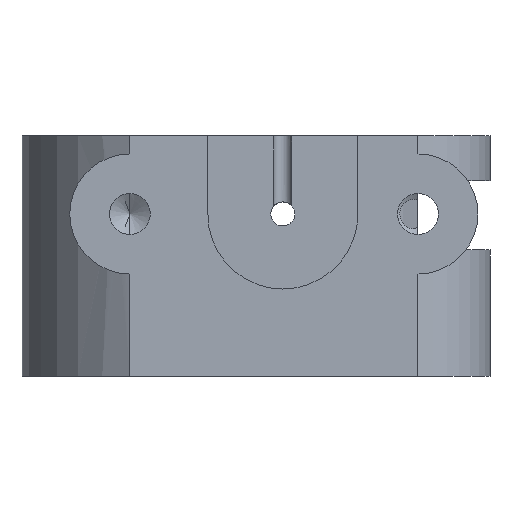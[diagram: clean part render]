
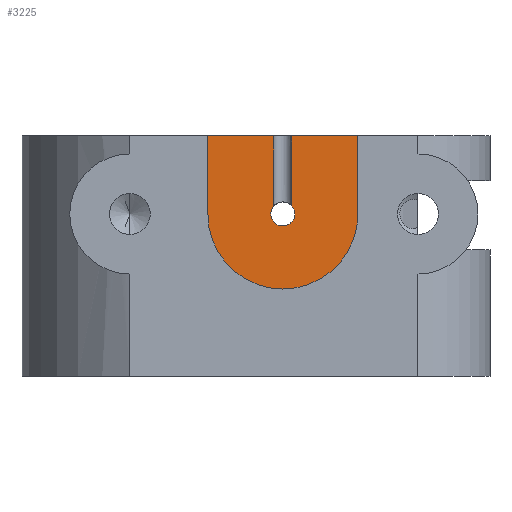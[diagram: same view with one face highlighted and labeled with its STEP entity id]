
A CAD part, front view. The second image highlights one B-rep face of the part: STEP entity #3225.
In plain terms, the highlighted planar face has unit normal (0, -1, 0).
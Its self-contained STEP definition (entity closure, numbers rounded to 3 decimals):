
#43 = EDGE_CURVE ( 'NONE', #4282, #4411, #2279, .T. ) ;
#121 = ORIENTED_EDGE ( 'NONE', *, *, #3357, .T. ) ;
#142 = ORIENTED_EDGE ( 'NONE', *, *, #3350, .T. ) ;
#189 = ORIENTED_EDGE ( 'NONE', *, *, #3356, .T. ) ;
#305 = ORIENTED_EDGE ( 'NONE', *, *, #3354, .F. ) ;
#308 = ORIENTED_EDGE ( 'NONE', *, *, #3351, .T. ) ;
#323 = ORIENTED_EDGE ( 'NONE', *, *, #3355, .F. ) ;
#334 = ORIENTED_EDGE ( 'NONE', *, *, #3353, .F. ) ;
#354 = ORIENTED_EDGE ( 'NONE', *, *, #3349, .F. ) ;
#386 = ORIENTED_EDGE ( 'NONE', *, *, #3265, .T. ) ;
#398 = ORIENTED_EDGE ( 'NONE', *, *, #3352, .F. ) ;
#438 = ORIENTED_EDGE ( 'NONE', *, *, #3331, .T. ) ;
#450 = ORIENTED_EDGE ( 'NONE', *, *, #43, .F. ) ;
#521 = EDGE_LOOP ( 'NONE', ( #354, #142, #308, #398, #438, #386, #334, #305, #323, #189, #121, #535, #450 ) ) ;
#535 = ORIENTED_EDGE ( 'NONE', *, *, #3358, .F. ) ;
#666 = DIRECTION ( 'NONE',  ( 0., 0., 1. ) ) ;
#692 = CARTESIAN_POINT ( 'NONE',  ( 5.75, -18.6, 0. ) ) ;
#695 = DIRECTION ( 'NONE',  ( 0., -1., 0. ) ) ;
#749 = DIRECTION ( 'NONE',  ( 0., 1., 0. ) ) ;
#1407 = CARTESIAN_POINT ( 'NONE',  ( -2.5, -18.6, 0. ) ) ;
#1414 = CARTESIAN_POINT ( 'NONE',  ( -2.5, -18.6, 6.5 ) ) ;
#1419 = CARTESIAN_POINT ( 'NONE',  ( 4.983, -18.6, 0.642 ) ) ;
#1445 = CARTESIAN_POINT ( 'NONE',  ( 14., -18.6, 0.804 ) ) ;
#1447 = CARTESIAN_POINT ( 'NONE',  ( 13.536, -18.6, 0. ) ) ;
#1454 = CARTESIAN_POINT ( 'NONE',  ( 14., -18.6, 6.5 ) ) ;
#1483 = CARTESIAN_POINT ( 'NONE',  ( 5.75, -18.6, -8.25 ) ) ;
#1488 = CARTESIAN_POINT ( 'NONE',  ( 4.75, -18.6, 0. ) ) ;
#1524 = CARTESIAN_POINT ( 'NONE',  ( 4.983, -18.6, 6.5 ) ) ;
#1527 = CARTESIAN_POINT ( 'NONE',  ( 6.483, -18.6, 6.5 ) ) ;
#1541 = CARTESIAN_POINT ( 'NONE',  ( 6.483, -18.6, 0.68 ) ) ;
#1580 = CARTESIAN_POINT ( 'NONE',  ( 6.75, -18.6, 0. ) ) ;
#1603 = CARTESIAN_POINT ( 'NONE',  ( 13.966, -18.6, -0.745 ) ) ;
#1718 = AXIS2_PLACEMENT_3D ( 'NONE', #1913, #1914, #1915 ) ;
#1735 = AXIS2_PLACEMENT_3D ( 'NONE', #2053, #2054, #2055 ) ;
#1737 = AXIS2_PLACEMENT_3D ( 'NONE', #2080, #2081, #2082 ) ;
#1738 = AXIS2_PLACEMENT_3D ( 'NONE', #2097, #2098, #2099 ) ;
#1792 = DIRECTION ( 'NONE',  ( 0., 0., 1. ) ) ;
#1913 = CARTESIAN_POINT ( 'NONE',  ( 5.75, -18.6, 0. ) ) ;
#1914 = DIRECTION ( 'NONE',  ( 0., -1., 0. ) ) ;
#1915 = DIRECTION ( 'NONE',  ( 0., 0., -1. ) ) ;
#2053 = CARTESIAN_POINT ( 'NONE',  ( 5.75, -18.6, 0. ) ) ;
#2054 = DIRECTION ( 'NONE',  ( 0., -1., 0. ) ) ;
#2055 = DIRECTION ( 'NONE',  ( 0., 0., -1. ) ) ;
#2057 = CARTESIAN_POINT ( 'NONE',  ( 4.983, -18.6, 0.25 ) ) ;
#2058 = DIRECTION ( 'NONE',  ( 0., 0., 1. ) ) ;
#2079 = CARTESIAN_POINT ( 'NONE',  ( 11.589, -18.6, 3.371 ) ) ;
#2080 = CARTESIAN_POINT ( 'NONE',  ( 5.75, -18.6, 0. ) ) ;
#2081 = DIRECTION ( 'NONE',  ( 0., -1., 0. ) ) ;
#2082 = DIRECTION ( 'NONE',  ( 0., 0., 1. ) ) ;
#2083 = CARTESIAN_POINT ( 'NONE',  ( 0., -18.6, 6.5 ) ) ;
#2084 = DIRECTION ( 'NONE',  ( -1., 0., 0. ) ) ;
#2085 = CARTESIAN_POINT ( 'NONE',  ( -2.5, -18.6, 6.5 ) ) ;
#2087 = DIRECTION ( 'NONE',  ( 0., 0., 1. ) ) ;
#2088 = DIRECTION ( 'NONE',  ( 0.5, 0., -0.866 ) ) ;
#2089 = CARTESIAN_POINT ( 'NONE',  ( 11.589, -18.6, -3.371 ) ) ;
#2090 = DIRECTION ( 'NONE',  ( -0.5, 0., -0.866 ) ) ;
#2091 = CARTESIAN_POINT ( 'NONE',  ( 14., -18.6, 0. ) ) ;
#2092 = DIRECTION ( 'NONE',  ( 0., 0., -1. ) ) ;
#2093 = CARTESIAN_POINT ( 'NONE',  ( 0., -18.6, 6.5 ) ) ;
#2094 = DIRECTION ( 'NONE',  ( -1., 0., 0. ) ) ;
#2095 = CARTESIAN_POINT ( 'NONE',  ( 6.483, -18.6, 0.25 ) ) ;
#2096 = DIRECTION ( 'NONE',  ( 0., 0., -1. ) ) ;
#2097 = CARTESIAN_POINT ( 'NONE',  ( 5.75, -18.6, 0. ) ) ;
#2098 = DIRECTION ( 'NONE',  ( 0., -1., 0. ) ) ;
#2099 = DIRECTION ( 'NONE',  ( 0., 0., 1. ) ) ;
#2279 = CIRCLE ( 'NONE', #3087, 1. ) ;
#2914 = CARTESIAN_POINT ( 'NONE',  ( 5.75, -18.6, 0. ) ) ;
#2920 = PLANE ( 'NONE',  #3468 ) ;
#3087 = AXIS2_PLACEMENT_3D ( 'NONE', #692, #695, #666 ) ;
#3225 = ADVANCED_FACE ( 'NONE', ( #3618 ), #2920, .F. ) ;
#3265 = EDGE_CURVE ( 'NONE', #4275, #4442, #3674, .T. ) ;
#3331 = EDGE_CURVE ( 'NONE', #4198, #4275, #3764, .T. ) ;
#3349 = EDGE_CURVE ( 'NONE', #4210, #4282, #3800, .T. ) ;
#3350 = EDGE_CURVE ( 'NONE', #4210, #4326, #3802, .T. ) ;
#3351 = EDGE_CURVE ( 'NONE', #4326, #4205, #3803, .T. ) ;
#3352 = EDGE_CURVE ( 'NONE', #4198, #4205, #3805, .T. ) ;
#3353 = EDGE_CURVE ( 'NONE', #4238, #4442, #3781, .T. ) ;
#3354 = EDGE_CURVE ( 'NONE', #4236, #4238, #3809, .T. ) ;
#3355 = EDGE_CURVE ( 'NONE', #4245, #4236, #3811, .T. ) ;
#3356 = EDGE_CURVE ( 'NONE', #4245, #4331, #3813, .T. ) ;
#3357 = EDGE_CURVE ( 'NONE', #4331, #4347, #3815, .T. ) ;
#3358 = EDGE_CURVE ( 'NONE', #4411, #4347, #3817, .T. ) ;
#3468 = AXIS2_PLACEMENT_3D ( 'NONE', #2914, #749, #1792 ) ;
#3618 = FACE_OUTER_BOUND ( 'NONE', #521, .T. ) ;
#3674 = CIRCLE ( 'NONE', #1718, 8.25 ) ;
#3764 = CIRCLE ( 'NONE', #1735, 8.25 ) ;
#3781 = LINE ( 'NONE', #2079, #3810 ) ;
#3800 = CIRCLE ( 'NONE', #1737, 1. ) ;
#3802 = LINE ( 'NONE', #2057, #3804 ) ;
#3803 = LINE ( 'NONE', #2083, #3806 ) ;
#3804 = VECTOR ( 'NONE', #2058, 1000. ) ;
#3805 = LINE ( 'NONE', #2085, #3808 ) ;
#3806 = VECTOR ( 'NONE', #2084, 1000. ) ;
#3808 = VECTOR ( 'NONE', #2087, 1000. ) ;
#3809 = LINE ( 'NONE', #2089, #3812 ) ;
#3810 = VECTOR ( 'NONE', #2088, 1000. ) ;
#3811 = LINE ( 'NONE', #2091, #3814 ) ;
#3812 = VECTOR ( 'NONE', #2090, 1000. ) ;
#3813 = LINE ( 'NONE', #2093, #3816 ) ;
#3814 = VECTOR ( 'NONE', #2092, 1000. ) ;
#3815 = LINE ( 'NONE', #2095, #3818 ) ;
#3816 = VECTOR ( 'NONE', #2094, 1000. ) ;
#3817 = CIRCLE ( 'NONE', #1738, 1. ) ;
#3818 = VECTOR ( 'NONE', #2096, 1000. ) ;
#4198 = VERTEX_POINT ( 'NONE', #1407 ) ;
#4205 = VERTEX_POINT ( 'NONE', #1414 ) ;
#4210 = VERTEX_POINT ( 'NONE', #1419 ) ;
#4236 = VERTEX_POINT ( 'NONE', #1445 ) ;
#4238 = VERTEX_POINT ( 'NONE', #1447 ) ;
#4245 = VERTEX_POINT ( 'NONE', #1454 ) ;
#4275 = VERTEX_POINT ( 'NONE', #1483 ) ;
#4282 = VERTEX_POINT ( 'NONE', #1488 ) ;
#4326 = VERTEX_POINT ( 'NONE', #1524 ) ;
#4331 = VERTEX_POINT ( 'NONE', #1527 ) ;
#4347 = VERTEX_POINT ( 'NONE', #1541 ) ;
#4411 = VERTEX_POINT ( 'NONE', #1580 ) ;
#4442 = VERTEX_POINT ( 'NONE', #1603 ) ;
